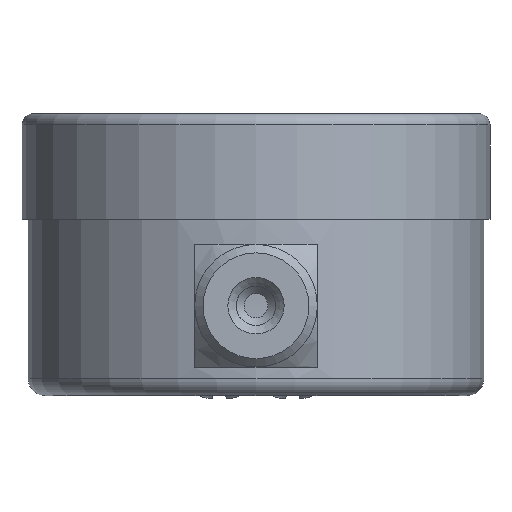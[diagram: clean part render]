
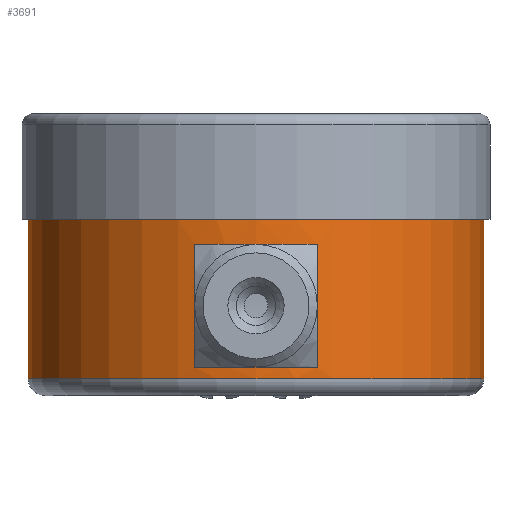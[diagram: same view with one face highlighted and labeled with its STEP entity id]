
A CAD part, front view. The second image highlights one B-rep face of the part: STEP entity #3691.
In plain terms, the highlighted cylindrical face has radius 20.536 mm (diameter 41.072 mm), a full revolution.
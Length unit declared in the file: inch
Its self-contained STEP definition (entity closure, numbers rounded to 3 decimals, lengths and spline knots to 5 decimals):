
#11 = AXIS2_PLACEMENT_3D ( 'NONE', #14115, #11978, #10085 ) ;
#283 = EDGE_LOOP ( 'NONE', ( #10629 ) ) ;
#333 = CARTESIAN_POINT ( 'NONE',  ( -0.2175, -0.7787, -1. ) ) ;
#1322 = CIRCLE ( 'NONE', #11074, 0.8085 ) ;
#1325 = EDGE_CURVE ( 'NONE', #3964, #3964, #7012, .T. ) ;
#1545 = CARTESIAN_POINT ( 'NONE',  ( 0.2175, -0.7787, -1. ) ) ;
#1587 = CARTESIAN_POINT ( 'NONE',  ( -0.2175, -0.7787, -0.464 ) ) ;
#1794 = EDGE_LOOP ( 'NONE', ( #10144, #9904, #5289, #7934 ) ) ;
#1906 = LINE ( 'NONE', #333, #13987 ) ;
#2672 = CARTESIAN_POINT ( 'NONE',  ( 0.8085, 0., -0.375 ) ) ;
#3112 = CYLINDRICAL_SURFACE ( 'NONE', #11, 0.8085 ) ;
#3426 = CARTESIAN_POINT ( 'NONE',  ( 0., 0., -0.464 ) ) ;
#3691 = ADVANCED_FACE ( 'NONE', ( #5893, #16591, #8613 ), #3112, .T. ) ;
#3964 = VERTEX_POINT ( 'NONE', #14646 ) ;
#4148 = DIRECTION ( 'NONE',  ( 0., 0., 1. ) ) ;
#4184 = CARTESIAN_POINT ( 'NONE',  ( 0.2175, -0.7787, -0.464 ) ) ;
#4217 = VECTOR ( 'NONE', #5536, 39.37008 ) ;
#4320 = CARTESIAN_POINT ( 'NONE',  ( 0., 0., -0.94 ) ) ;
#5289 = ORIENTED_EDGE ( 'NONE', *, *, #10871, .F. ) ;
#5535 = DIRECTION ( 'NONE',  ( -1., 0., 0. ) ) ;
#5536 = DIRECTION ( 'NONE',  ( 0., 0., 1. ) ) ;
#5538 = DIRECTION ( 'NONE',  ( 1., 0., 0. ) ) ;
#5782 = EDGE_CURVE ( 'NONE', #15609, #15609, #1322, .T. ) ;
#5893 = FACE_BOUND ( 'NONE', #1794, .T. ) ;
#5961 = DIRECTION ( 'NONE',  ( 1., 0., 0. ) ) ;
#6164 = AXIS2_PLACEMENT_3D ( 'NONE', #3426, #14012, #5961 ) ;
#7012 = CIRCLE ( 'NONE', #8408, 0.8085 ) ;
#7130 = VERTEX_POINT ( 'NONE', #15407 ) ;
#7673 = EDGE_LOOP ( 'NONE', ( #14252 ) ) ;
#7898 = CARTESIAN_POINT ( 'NONE',  ( 0., 0., -0.375 ) ) ;
#7934 = ORIENTED_EDGE ( 'NONE', *, *, #12362, .F. ) ;
#8408 = AXIS2_PLACEMENT_3D ( 'NONE', #4320, #9385, #5538 ) ;
#8613 = FACE_OUTER_BOUND ( 'NONE', #7673, .T. ) ;
#9385 = DIRECTION ( 'NONE',  ( 0., 0., 1. ) ) ;
#9725 = DIRECTION ( 'NONE',  ( 1., 0., 0. ) ) ;
#9904 = ORIENTED_EDGE ( 'NONE', *, *, #11173, .F. ) ;
#10085 = DIRECTION ( 'NONE',  ( 1., 0., 0. ) ) ;
#10144 = ORIENTED_EDGE ( 'NONE', *, *, #12041, .F. ) ;
#10581 = VERTEX_POINT ( 'NONE', #1587 ) ;
#10629 = ORIENTED_EDGE ( 'NONE', *, *, #1325, .T. ) ;
#10871 = EDGE_CURVE ( 'NONE', #10581, #14422, #1906, .T. ) ;
#11074 = AXIS2_PLACEMENT_3D ( 'NONE', #7898, #12441, #9725 ) ;
#11173 = EDGE_CURVE ( 'NONE', #14422, #7130, #13637, .T. ) ;
#11923 = CARTESIAN_POINT ( 'NONE',  ( 0., 0., -0.899 ) ) ;
#11978 = DIRECTION ( 'NONE',  ( 0., 0., 1. ) ) ;
#12041 = EDGE_CURVE ( 'NONE', #7130, #14124, #13323, .T. ) ;
#12114 = CARTESIAN_POINT ( 'NONE',  ( -0.2175, -0.7787, -0.899 ) ) ;
#12362 = EDGE_CURVE ( 'NONE', #14124, #10581, #16238, .T. ) ;
#12441 = DIRECTION ( 'NONE',  ( 0., 0., -1. ) ) ;
#13323 = LINE ( 'NONE', #1545, #4217 ) ;
#13637 = CIRCLE ( 'NONE', #16991, 0.8085 ) ;
#13987 = VECTOR ( 'NONE', #16685, 39.37008 ) ;
#14012 = DIRECTION ( 'NONE',  ( 0., 0., -1. ) ) ;
#14115 = CARTESIAN_POINT ( 'NONE',  ( 0., 0., -1. ) ) ;
#14124 = VERTEX_POINT ( 'NONE', #4184 ) ;
#14252 = ORIENTED_EDGE ( 'NONE', *, *, #5782, .T. ) ;
#14422 = VERTEX_POINT ( 'NONE', #12114 ) ;
#14646 = CARTESIAN_POINT ( 'NONE',  ( 0.8085, 0., -0.94 ) ) ;
#15407 = CARTESIAN_POINT ( 'NONE',  ( 0.2175, -0.7787, -0.899 ) ) ;
#15609 = VERTEX_POINT ( 'NONE', #2672 ) ;
#16238 = CIRCLE ( 'NONE', #6164, 0.8085 ) ;
#16591 = FACE_OUTER_BOUND ( 'NONE', #283, .T. ) ;
#16685 = DIRECTION ( 'NONE',  ( 0., 0., -1. ) ) ;
#16991 = AXIS2_PLACEMENT_3D ( 'NONE', #11923, #4148, #5535 ) ;
